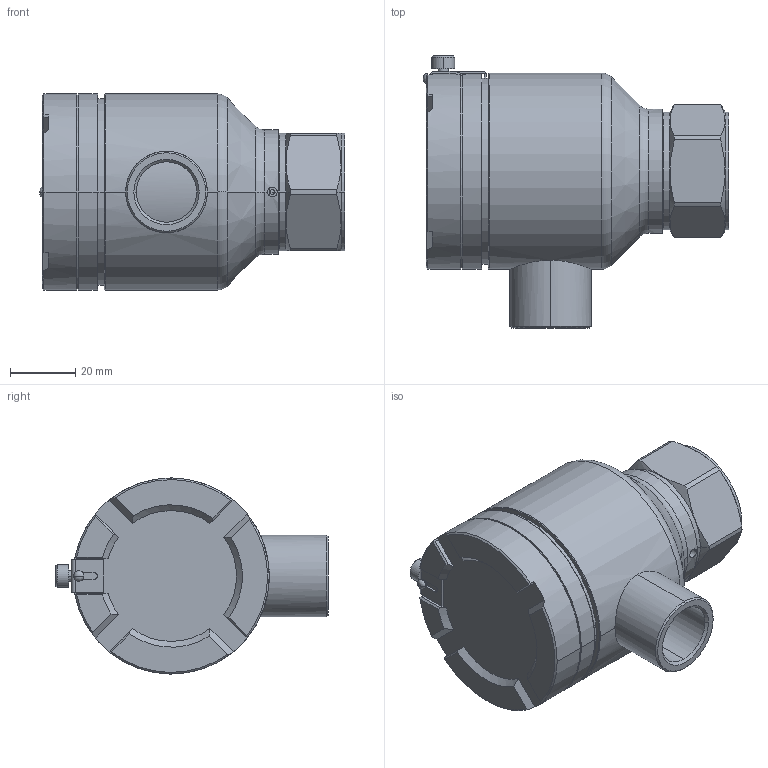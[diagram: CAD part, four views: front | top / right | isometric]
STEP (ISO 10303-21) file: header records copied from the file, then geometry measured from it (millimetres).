
FILE_DESCRIPTION((''),'2;1');
FILE_NAME('PTX59B2-TC-A3-CA-HT-P_SW0001','2024-10-24T11:52:52',('kingnat'),(''),'CREO PARAMETRIC BY PTC INC, 2020414','CREO PARAMETRIC BY PTC INC, 2020414','');
FILE_SCHEMA(('CONFIG_CONTROL_DESIGN'));
Length unit declared in the file: millimetre
Products named in the file (1): PTX59B2-TC-A3-CA-HT-P_SW0001
Bounding box: 93.39 x 83.26 x 60 mm (x, y, z)
Volume: 201346.7 mm3; surface area: 26064.2 mm2
Topology: 1 solids, 1 shells, 248 faces, 695 edges, 437 vertices
Faces by surface type: plane 92, cylinder 76, cone 40, torus 20, bspline 18, revolution 2
Entity records: 12479 total; most frequent: CARTESIAN_POINT 6250, ORIENTED_EDGE 1386, DIRECTION 1203, EDGE_CURVE 693, AXIS2_PLACEMENT_3D 458, VERTEX_POINT 437, VECTOR 285, LINE 285
